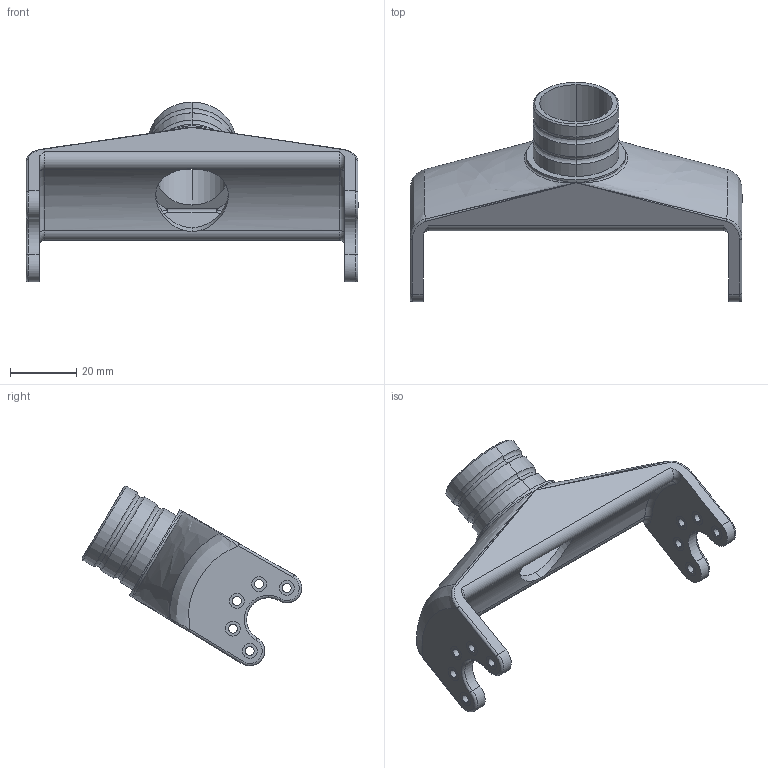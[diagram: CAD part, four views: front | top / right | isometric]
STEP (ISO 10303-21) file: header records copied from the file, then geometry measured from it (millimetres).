
FILE_DESCRIPTION (( 'STEP AP214' ), '1' );
FILE_NAME ('L23_Mount.STEP', '2023-11-06T07:41:07', ( '' ), ( '' ), 'SwSTEP 2.0', 'SolidWorks 2022', '' );
FILE_SCHEMA (( 'AUTOMOTIVE_DESIGN' ));
Length unit declared in the file: millimetre
Products named in the file (1): L23_Mount
Bounding box: 100 x 66.1 x 54.13 mm (x, y, z)
Volume: 21907.6 mm3; surface area: 20188.1 mm2
Topology: 1 solids, 1 shells, 151 faces, 355 edges, 226 vertices
Faces by surface type: cylinder 56, bspline 34, plane 31, torus 24, sphere 4, cone 2
Entity records: 8689 total; most frequent: CARTESIAN_POINT 4944, DIRECTION 707, ORIENTED_EDGE 706, EDGE_CURVE 353, AXIS2_PLACEMENT_3D 317, VERTEX_POINT 226, CIRCLE 199, EDGE_LOOP 195
